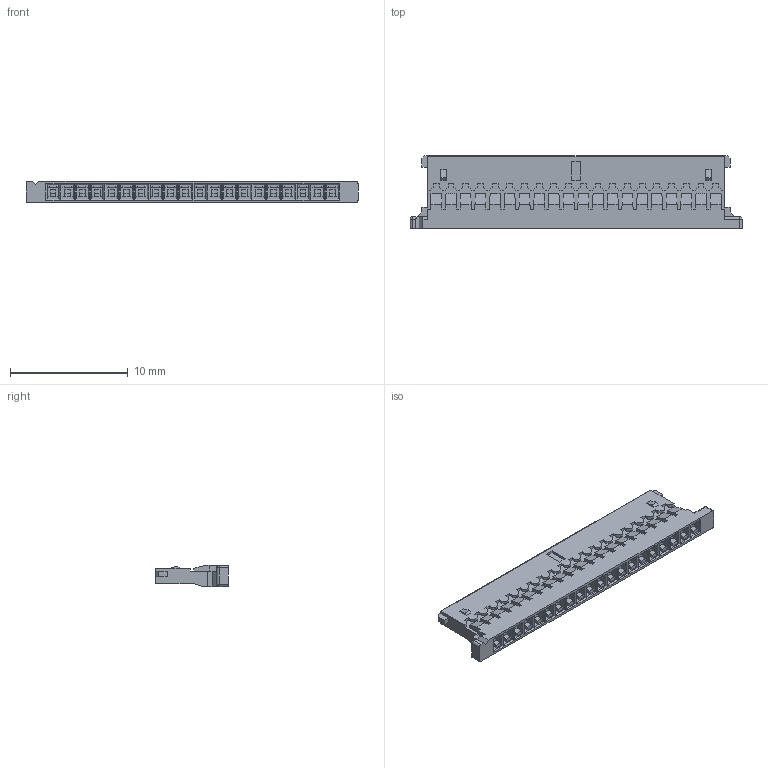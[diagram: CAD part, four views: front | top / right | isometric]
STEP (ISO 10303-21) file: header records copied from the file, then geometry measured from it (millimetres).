
FILE_DESCRIPTION(('FreeCAD Model'),'2;1');
FILE_NAME('SOLID013.step','2016-05-20T05:39:41',( 'Author'),(''),'Open CASCADE STEP processor 6.8','FreeCAD','Unknown' );
FILE_SCHEMA(('AUTOMOTIVE_DESIGN_CC2 { 1 2 10303 214 -1 1 5 4 }'));
Length unit declared in the file: millimetre
Products named in the file (2): ASSEMBLY; SOLID013
Assembly tree (1 placements, depth 2):
  ASSEMBLY
    SOLID013
Bounding box: 28.22 x 6.2 x 1.8 mm (x, y, z)
Volume: 216.9 mm3; surface area: 576.8 mm2
Topology: 1 solids, 1 shells, 1003 faces, 2626 edges, 1668 vertices
Faces by surface type: plane 990, cylinder 11, sphere 2
Entity records: 65253 total; most frequent: CARTESIAN_POINT 11887, DIRECTION 9848, LINE 7796, VECTOR 7796, ORIENTED_EDGE 5252, PCURVE 5252, DEFINITIONAL_REPRESENTATION 5252, EDGE_CURVE 2626
